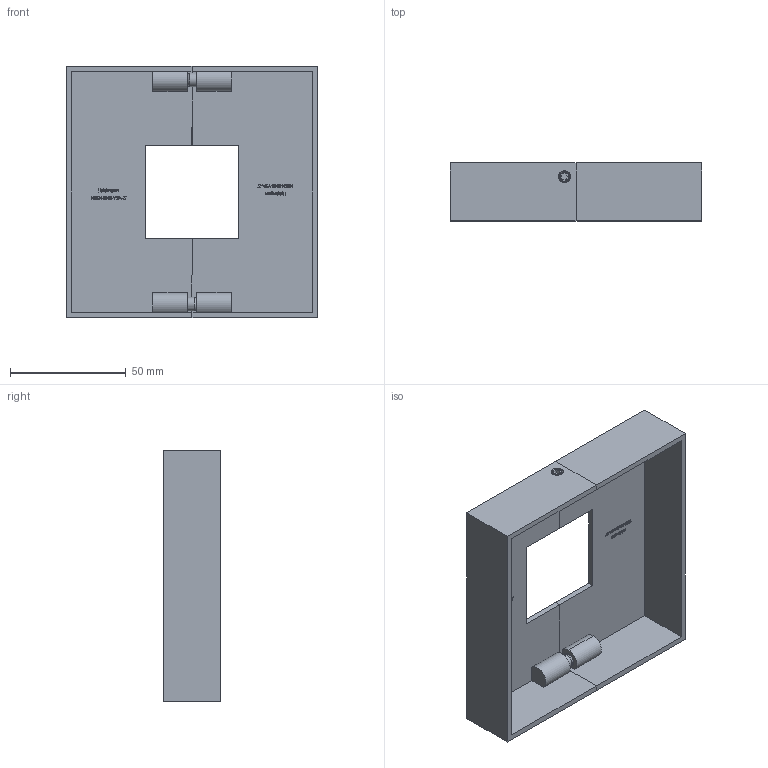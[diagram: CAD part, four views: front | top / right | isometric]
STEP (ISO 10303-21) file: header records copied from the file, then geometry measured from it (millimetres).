
FILE_DESCRIPTION (( 'STEP AP203' ), '1' );
FILE_NAME ('100044040-V2A-ZT.step', '2019-05-24T10:36:58', ( '' ), ( '' ), 'SwSTEP 2.0', 'SolidWorks 2015', '' );
FILE_SCHEMA (( 'CONFIG_CONTROL_DESIGN' ));
Length unit declared in the file: millimetre
Products named in the file (4): 100044040-V2A-ZT; 100044040-ZT Teil1_100044040-V2A-ZT Teil1; 100044040-ZT Teil2_100044040-ZT Teil2; DIN914_DIN 914 M5x5
Assembly tree (6 placements, depth 2):
  100044040-V2A-ZT
    100044040-ZT Teil1_100044040-V2A-ZT Teil1  x2
    DIN914_DIN 914 M5x5  x2
    100044040-ZT Teil2_100044040-ZT Teil2  x2
Bounding box: 109 x 25 x 109 mm (x, y, z)
Volume: 53543.8 mm3; surface area: 44186.9 mm2
Topology: 6 solids, 6 shells, 690 faces, 1768 edges, 1162 vertices
Faces by surface type: plane 426, bspline 198, cone 36, cylinder 30
Entity records: 17092 total; most frequent: CARTESIAN_POINT 8862, ORIENTED_EDGE 1764, DIRECTION 1234, EDGE_CURVE 882, VECTOR 640, LINE 640, VERTEX_POINT 581, EDGE_LOOP 385
